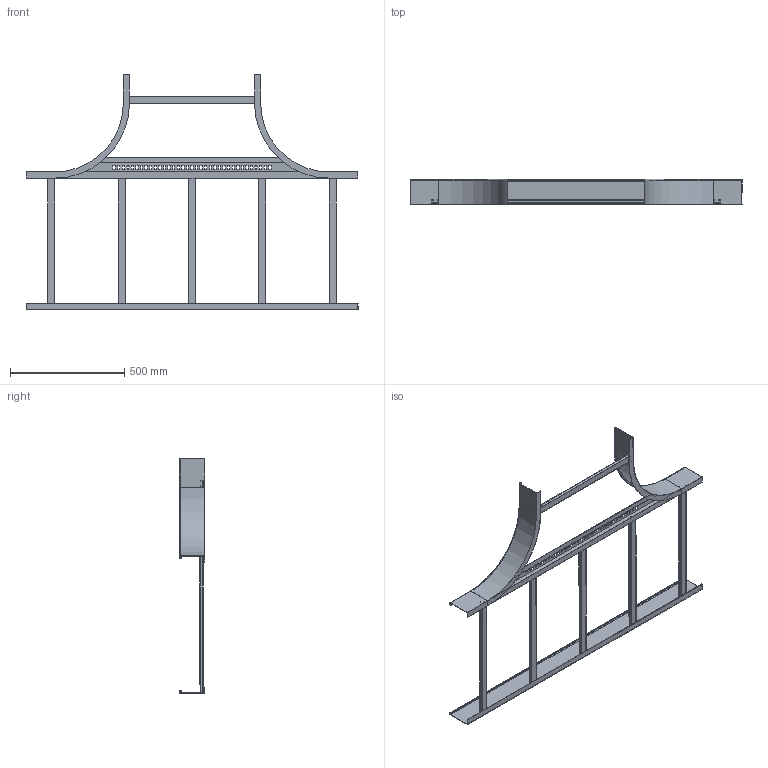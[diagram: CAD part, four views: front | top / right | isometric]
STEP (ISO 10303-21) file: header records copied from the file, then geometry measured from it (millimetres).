
FILE_DESCRIPTION (( 'STEP AP214' ), '1' );
FILE_NAME ('6225360.STP', '2017-03-24T07:40:54', ( '' ), ( '' ), 'SwSTEP 2.0', 'SolidWorks 2016', '' );
FILE_SCHEMA (( 'AUTOMOTIVE_DESIGN' ));
Length unit declared in the file: millimetre
Products named in the file (5): 087829_Gegenholm 110x1450; 082108_L593; 085502_St》zprofil f〉 R300 NB600; 087827_Innenholm 110xR300; 6225360
Assembly tree (10 placements, depth 2):
  6225360
    087827_Innenholm 110xR300  x2
    085502_St》zprofil f〉 R300 NB600
    082108_L593  x6
    087829_Gegenholm 110x1450
Bounding box: 1450 x 110 x 1025 mm (x, y, z)
Volume: 1566206.1 mm3; surface area: 1604281.8 mm2
Topology: 10 solids, 10 shells, 444 faces, 1224 edges, 800 vertices
Faces by surface type: plane 406, cylinder 26, bspline 8, torus 4
Entity records: 9456 total; most frequent: CARTESIAN_POINT 2507, ORIENTED_EDGE 1444, DIRECTION 1250, EDGE_CURVE 722, VECTOR 656, LINE 656, VERTEX_POINT 472, EDGE_LOOP 328
